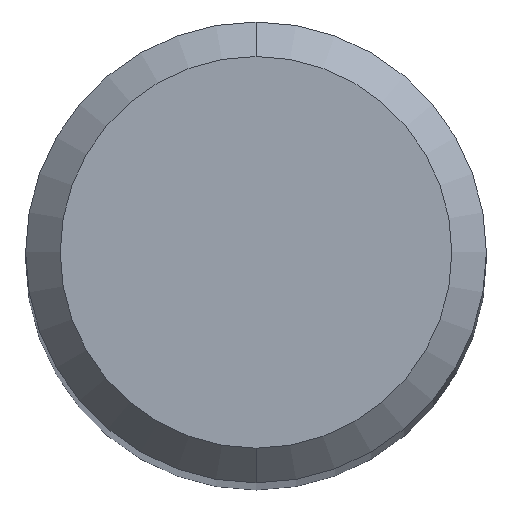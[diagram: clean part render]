
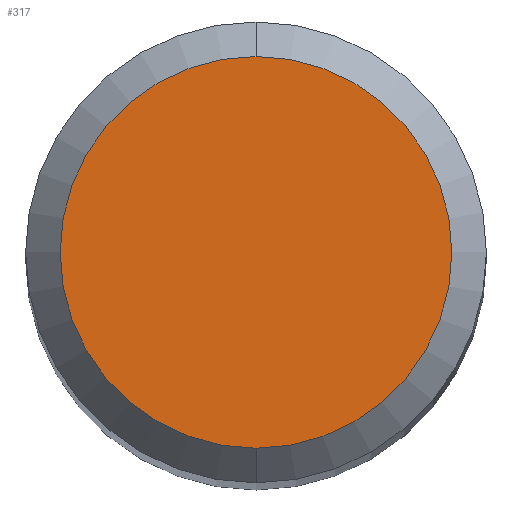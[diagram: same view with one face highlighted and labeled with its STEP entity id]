
A CAD part, top view. The second image highlights one B-rep face of the part: STEP entity #317.
In plain terms, the highlighted planar face has unit normal (0, 0, 1).
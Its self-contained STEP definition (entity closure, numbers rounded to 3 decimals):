
#203=VERTEX_POINT('',#512);
#233=VERTEX_POINT('',#543);
#317=ADVANCED_FACE('',(#634),#635,.T.);
#335=EDGE_CURVE('',#203,#233,#653,.T.);
#425=EDGE_CURVE('',#233,#203,#759,.T.);
#512=CARTESIAN_POINT('',(0.,-1.7,0.0));
#543=CARTESIAN_POINT('',(0.0,1.7,0.0));
#634=FACE_OUTER_BOUND('',#1122,.T.);
#635=PLANE('',#1123);
#653=CIRCLE('',#1188,1.7);
#759=CIRCLE('',#1382,1.7);
#1122=EDGE_LOOP('',(#1581,#1582));
#1123=AXIS2_PLACEMENT_3D('',#1583,#1584,#1585);
#1188=AXIS2_PLACEMENT_3D('',#1591,#1592,#1593);
#1382=AXIS2_PLACEMENT_3D('',#1757,#1758,#1759);
#1581=ORIENTED_EDGE('',*,*,#425,.F.);
#1582=ORIENTED_EDGE('',*,*,#335,.F.);
#1583=CARTESIAN_POINT('',(0.0,0.85,0.0));
#1584=DIRECTION('',(-0.0,0.0,1.0));
#1585=DIRECTION('',(0.0,-1.0,0.0));
#1591=CARTESIAN_POINT('',(0.0,0.0,0.0));
#1592=DIRECTION('',(0.0,0.0,-1.0));
#1593=DIRECTION('',(0.0,1.0,0.0));
#1757=CARTESIAN_POINT('',(0.0,0.0,0.0));
#1758=DIRECTION('',(0.0,0.0,-1.0));
#1759=DIRECTION('',(0.0,1.0,0.0));
